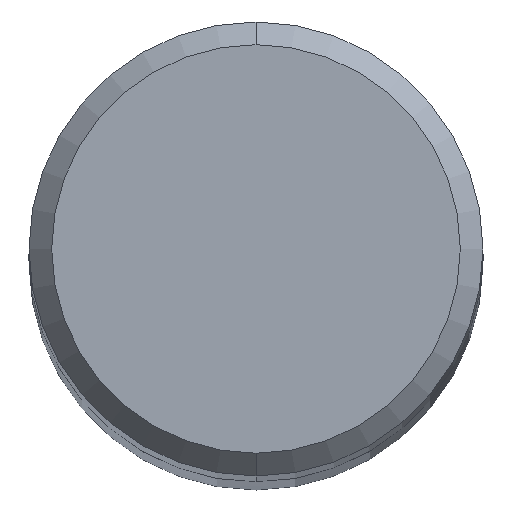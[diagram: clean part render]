
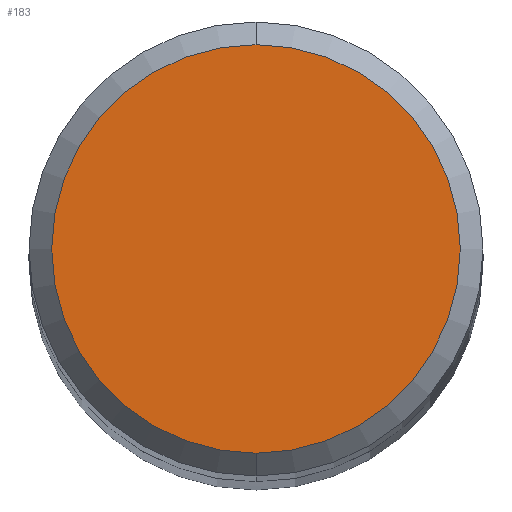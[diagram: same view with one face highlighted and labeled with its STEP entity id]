
A CAD part, top view. The second image highlights one B-rep face of the part: STEP entity #183.
In plain terms, the highlighted planar face has unit normal (0, 0, 1).
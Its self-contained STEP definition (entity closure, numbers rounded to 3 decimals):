
#183=ADVANCED_FACE('',(#458),#459,.T.);
#187=VERTEX_POINT('',#463);
#247=VERTEX_POINT('',#532);
#331=EDGE_CURVE('',#187,#247,#622,.T.);
#413=EDGE_CURVE('',#247,#187,#713,.T.);
#458=FACE_OUTER_BOUND('',#822,.T.);
#459=PLANE('',#823);
#463=CARTESIAN_POINT('',(0.,-5.4,0.0));
#532=CARTESIAN_POINT('',(0.0,5.4,0.0));
#622=CIRCLE('',#1179,5.4);
#713=CIRCLE('',#1372,5.4);
#822=EDGE_LOOP('',(#1385,#1386));
#823=AXIS2_PLACEMENT_3D('',#1387,#1388,#1389);
#1179=AXIS2_PLACEMENT_3D('',#1552,#1553,#1554);
#1372=AXIS2_PLACEMENT_3D('',#1678,#1679,#1680);
#1385=ORIENTED_EDGE('',*,*,#413,.F.);
#1386=ORIENTED_EDGE('',*,*,#331,.F.);
#1387=CARTESIAN_POINT('',(0.0,2.7,0.0));
#1388=DIRECTION('',(-0.0,0.0,1.0));
#1389=DIRECTION('',(0.0,-1.0,0.0));
#1552=CARTESIAN_POINT('',(0.0,0.0,0.0));
#1553=DIRECTION('',(0.0,0.0,-1.0));
#1554=DIRECTION('',(0.0,1.0,0.0));
#1678=CARTESIAN_POINT('',(0.0,0.0,0.0));
#1679=DIRECTION('',(0.0,0.0,-1.0));
#1680=DIRECTION('',(0.0,1.0,0.0));
